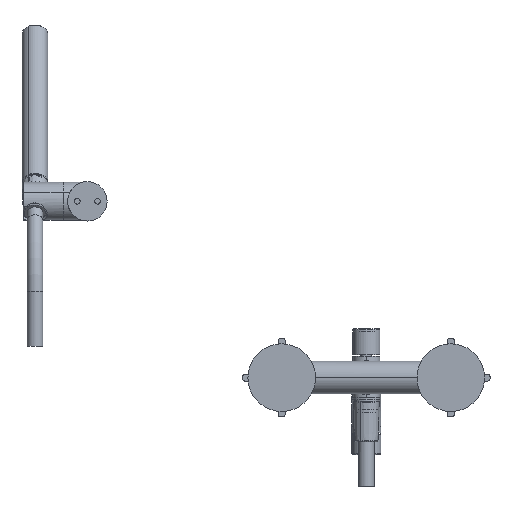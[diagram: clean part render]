
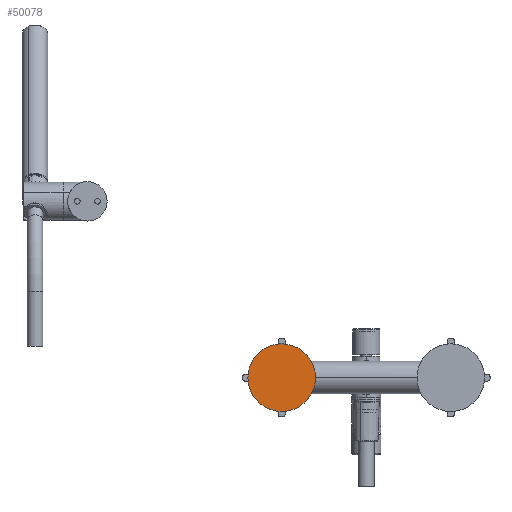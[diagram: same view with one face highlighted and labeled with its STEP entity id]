
A CAD part, left-side view. The second image highlights one B-rep face of the part: STEP entity #50078.
In plain terms, the highlighted planar face has unit normal (-1, 0, 0).
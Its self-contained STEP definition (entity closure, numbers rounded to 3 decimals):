
#22918=CARTESIAN_POINT('Vertex',(-71.25,89.383,-26.327)) ;
#22921=CARTESIAN_POINT('Axis2P3D Location',(-71.25,75.,0.)) ;
#22925=CARTESIAN_POINT('Vertex',(-71.25,60.617,26.327)) ;
#22940=CARTESIAN_POINT('Axis2P3D Location',(-71.25,75.,0.)) ;
#50069=CARTESIAN_POINT('Axis2P3D Location',(-71.25,-75.,28.5)) ;
#22922=DIRECTION('Axis2P3D Direction',(1.,0.,0.)) ;
#22941=DIRECTION('Axis2P3D Direction',(1.,0.,0.)) ;
#50070=DIRECTION('Axis2P3D Direction',(1.,0.,0.)) ;
#50071=DIRECTION('Axis2P3D XDirection',(0.,-1.,0.)) ;
#22923=AXIS2_PLACEMENT_3D('Circle Axis2P3D',#22921,#22922,$) ;
#22942=AXIS2_PLACEMENT_3D('Circle Axis2P3D',#22940,#22941,$) ;
#50072=AXIS2_PLACEMENT_3D('Plane Axis2P3D',#50069,#50070,#50071) ;
#22924=CIRCLE('generated circle',#22923,30.) ;
#22943=CIRCLE('generated circle',#22942,30.) ;
#50073=PLANE('',#50072) ;
#22927=EDGE_CURVE('',#22919,#22926,#22924,.T.) ;
#22944=EDGE_CURVE('',#22926,#22919,#22943,.T.) ;
#50075=ORIENTED_EDGE('',*,*,#22944,.F.) ;
#50076=ORIENTED_EDGE('',*,*,#22927,.F.) ;
#50074=EDGE_LOOP('',(#50075,#50076)) ;
#22919=VERTEX_POINT('',#22918) ;
#22926=VERTEX_POINT('',#22925) ;
#50078=ADVANCED_FACE('Product2_AllCATPart.1\\BA00010 0_AllCATPart.1\\PartBody',(#50077),#50073,.F.) ;
#50077=FACE_OUTER_BOUND('',#50074,.T.) ;
